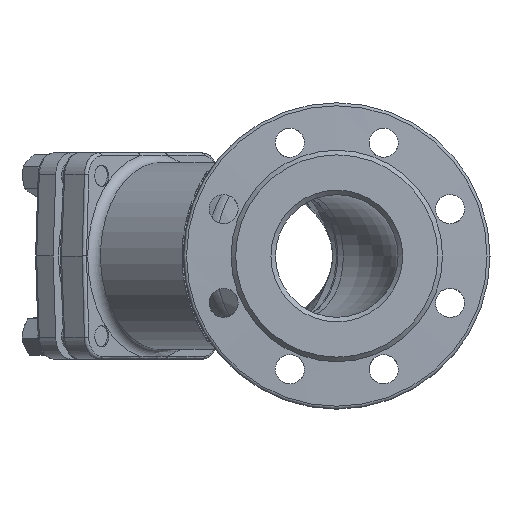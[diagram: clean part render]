
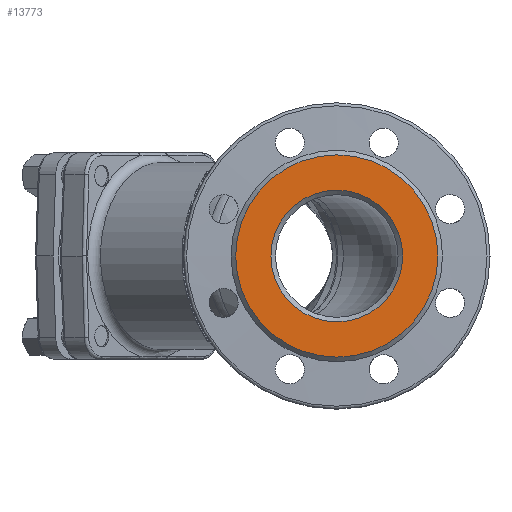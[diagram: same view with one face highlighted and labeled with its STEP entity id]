
A CAD part, left-side view. The second image highlights one B-rep face of the part: STEP entity #13773.
In plain terms, the highlighted planar face has unit normal (-1, 0, 0).
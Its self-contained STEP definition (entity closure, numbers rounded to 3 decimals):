
#371=PLANE('',#14619);
#627=FACE_BOUND('',#2969,.T.);
#919=CIRCLE('',#14509,43.);
#942=CIRCLE('',#14557,66.);
#1956=FACE_OUTER_BOUND('',#2968,.T.);
#2968=EDGE_LOOP('',(#11624));
#2969=EDGE_LOOP('',(#11625));
#6431=VERTEX_POINT('',#30532);
#6468=VERTEX_POINT('',#31249);
#8177=EDGE_CURVE('',#6431,#6431,#919,.T.);
#8216=EDGE_CURVE('',#6468,#6468,#942,.T.);
#11624=ORIENTED_EDGE('',*,*,#8216,.T.);
#11625=ORIENTED_EDGE('',*,*,#8177,.T.);
#13773=ADVANCED_FACE('',(#1956,#627),#371,.T.);
#14509=AXIS2_PLACEMENT_3D('',#30533,#16445,#16446);
#14557=AXIS2_PLACEMENT_3D('',#31250,#16541,#16542);
#14619=AXIS2_PLACEMENT_3D('',#36862,#16673,#16674);
#16445=DIRECTION('center_axis',(1.,0.,0.));
#16446=DIRECTION('ref_axis',(0.,0.,1.));
#16541=DIRECTION('center_axis',(-1.,0.,0.));
#16542=DIRECTION('ref_axis',(0.,0.,1.));
#16673=DIRECTION('center_axis',(-1.,0.,0.));
#16674=DIRECTION('ref_axis',(0.,0.,1.));
#30532=CARTESIAN_POINT('',(0.,0.,43.));
#30533=CARTESIAN_POINT('Origin',(0.,0.,0.));
#31249=CARTESIAN_POINT('',(0.,0.,-66.));
#31250=CARTESIAN_POINT('Origin',(0.,0.,0.));
#36862=CARTESIAN_POINT('Origin',(0.,0.,0.));
